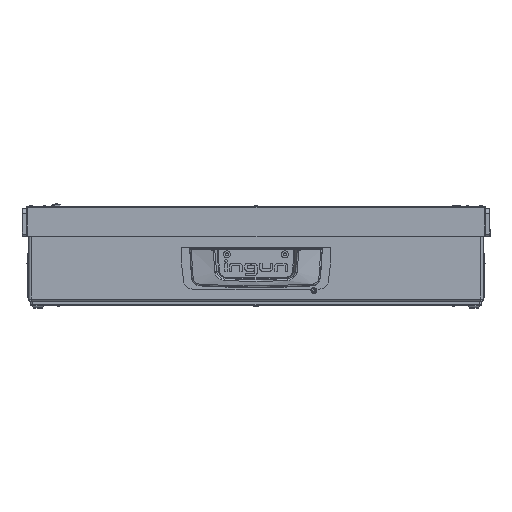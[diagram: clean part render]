
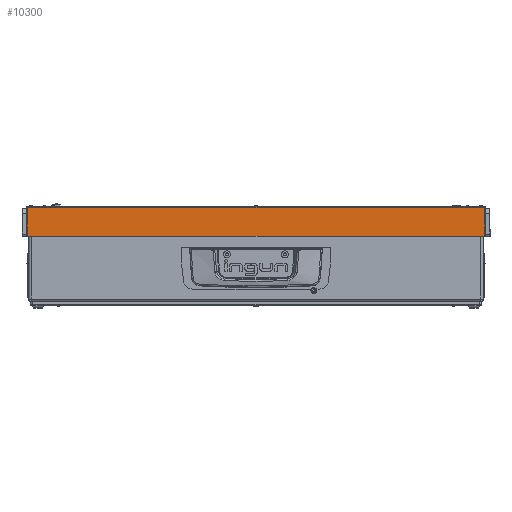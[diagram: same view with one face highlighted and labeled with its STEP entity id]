
A CAD part, top view. The second image highlights one B-rep face of the part: STEP entity #10300.
In plain terms, the highlighted face is planar.
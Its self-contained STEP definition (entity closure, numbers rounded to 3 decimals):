
#5413 = VECTOR ( 'NONE', #45504, 1000. ) ;
#10300 = ADVANCED_FACE ( 'NONE', ( #38319 ), #46965, .F. ) ;
#10570 = DIRECTION ( 'NONE',  ( 0., 0., 1. ) ) ;
#11568 = CARTESIAN_POINT ( 'NONE',  ( 277., 36., -228. ) ) ;
#12501 = EDGE_LOOP ( 'NONE', ( #38259, #67047, #40916, #57935 ) ) ;
#14224 = EDGE_CURVE ( 'NONE', #63999, #68783, #61559, .T. ) ;
#14843 = VERTEX_POINT ( 'NONE', #11568 ) ;
#16429 = CARTESIAN_POINT ( 'NONE',  ( -277., 36., -228. ) ) ;
#16659 = CARTESIAN_POINT ( 'NONE',  ( 277., 36., -228. ) ) ;
#16955 = DIRECTION ( 'NONE',  ( 1., 0., 0. ) ) ;
#17385 = EDGE_CURVE ( 'NONE', #14843, #63999, #27453, .T. ) ;
#20570 = CARTESIAN_POINT ( 'NONE',  ( 277., 0., -228. ) ) ;
#22214 = DIRECTION ( 'NONE',  ( 0., -1., 0. ) ) ;
#24878 = CARTESIAN_POINT ( 'NONE',  ( -277., 36., -228. ) ) ;
#26465 = CARTESIAN_POINT ( 'NONE',  ( -277., 36., -228. ) ) ;
#27453 = LINE ( 'NONE', #26465, #5413 ) ;
#29474 = EDGE_CURVE ( 'NONE', #14843, #37164, #44909, .T. ) ;
#32835 = VECTOR ( 'NONE', #56046, 1000. ) ;
#36806 = DIRECTION ( 'NONE',  ( -1., 0., 0. ) ) ;
#37164 = VERTEX_POINT ( 'NONE', #20570 ) ;
#38259 = ORIENTED_EDGE ( 'NONE', *, *, #42993, .T. ) ;
#38319 = FACE_OUTER_BOUND ( 'NONE', #12501, .T. ) ;
#38790 = CARTESIAN_POINT ( 'NONE',  ( -277., 0., -228. ) ) ;
#40916 = ORIENTED_EDGE ( 'NONE', *, *, #17385, .F. ) ;
#41884 = CARTESIAN_POINT ( 'NONE',  ( -277., 36., -228. ) ) ;
#42979 = CARTESIAN_POINT ( 'NONE',  ( -277., 0., -228. ) ) ;
#42993 = EDGE_CURVE ( 'NONE', #37164, #68783, #65952, .T. ) ;
#44909 = LINE ( 'NONE', #16659, #49689 ) ;
#45504 = DIRECTION ( 'NONE',  ( -1., 0., 0. ) ) ;
#46965 = PLANE ( 'NONE',  #61244 ) ;
#49689 = VECTOR ( 'NONE', #22214, 1000. ) ;
#56046 = DIRECTION ( 'NONE',  ( 0., -1., 0. ) ) ;
#57935 = ORIENTED_EDGE ( 'NONE', *, *, #29474, .T. ) ;
#61244 = AXIS2_PLACEMENT_3D ( 'NONE', #16429, #10570, #16955 ) ;
#61559 = LINE ( 'NONE', #41884, #32835 ) ;
#63999 = VERTEX_POINT ( 'NONE', #24878 ) ;
#65952 = LINE ( 'NONE', #42979, #74529 ) ;
#67047 = ORIENTED_EDGE ( 'NONE', *, *, #14224, .F. ) ;
#68783 = VERTEX_POINT ( 'NONE', #38790 ) ;
#74529 = VECTOR ( 'NONE', #36806, 1000. ) ;
